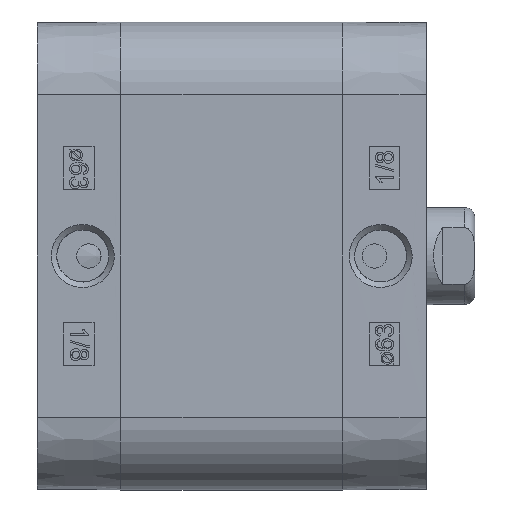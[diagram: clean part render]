
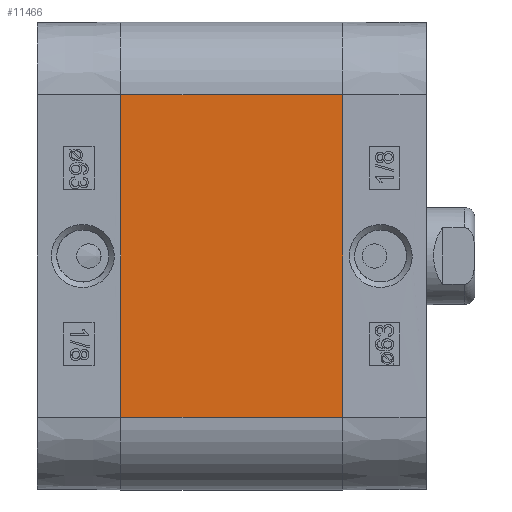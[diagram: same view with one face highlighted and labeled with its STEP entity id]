
A CAD part, left-side view. The second image highlights one B-rep face of the part: STEP entity #11466.
In plain terms, the highlighted planar face has unit normal (-1, 0, 0).
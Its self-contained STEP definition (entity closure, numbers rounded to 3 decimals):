
#5793=CARTESIAN_POINT('',(-38.5,-36.5,26.5));
#5794=VERTEX_POINT('',#5793);
#5801=CARTESIAN_POINT('',(-38.5,-36.5,-26.5));
#5802=VERTEX_POINT('',#5801);
#5803=CARTESIAN_POINT('',(-38.5,-36.5,-26.5));
#5804=DIRECTION('',(0.0,0.0,1.0));
#5805=VECTOR('',#5804,53.0);
#5806=LINE('',#5803,#5805);
#5807=EDGE_CURVE('',#5802,#5794,#5806,.T.);
#11424=CARTESIAN_POINT('',(-38.5,0.0,-26.5));
#11425=VERTEX_POINT('',#11424);
#11426=CARTESIAN_POINT('',(-38.5,0.0,-26.5));
#11427=DIRECTION('',(0.0,-1.0,0.0));
#11428=VECTOR('',#11427,36.5);
#11429=LINE('',#11426,#11428);
#11430=EDGE_CURVE('',#11425,#5802,#11429,.T.);
#11443=CARTESIAN_POINT('',(-38.5,0.0,-26.5));
#11444=DIRECTION('',(-1.0,0.0,0.0));
#11445=DIRECTION('',(0.0,0.0,1.0));
#11446=AXIS2_PLACEMENT_3D('',#11443,#11444,#11445);
#11447=PLANE('',#11446);
#11448=ORIENTED_EDGE('',*,*,#5807,.T.);
#11449=CARTESIAN_POINT('',(-38.5,0.0,26.5));
#11450=VERTEX_POINT('',#11449);
#11451=CARTESIAN_POINT('',(-38.5,0.0,26.5));
#11452=DIRECTION('',(0.0,-1.0,0.0));
#11453=VECTOR('',#11452,36.5);
#11454=LINE('',#11451,#11453);
#11455=EDGE_CURVE('',#11450,#5794,#11454,.T.);
#11456=ORIENTED_EDGE('',*,*,#11455,.F.);
#11457=CARTESIAN_POINT('',(-38.5,0.0,-26.5));
#11458=DIRECTION('',(0.0,0.0,1.0));
#11459=VECTOR('',#11458,53.0);
#11460=LINE('',#11457,#11459);
#11461=EDGE_CURVE('',#11425,#11450,#11460,.T.);
#11462=ORIENTED_EDGE('',*,*,#11461,.F.);
#11463=ORIENTED_EDGE('',*,*,#11430,.T.);
#11464=EDGE_LOOP('',(#11448,#11456,#11462,#11463));
#11465=FACE_OUTER_BOUND('',#11464,.T.);
#11466=ADVANCED_FACE('',(#11465),#11447,.T.);
